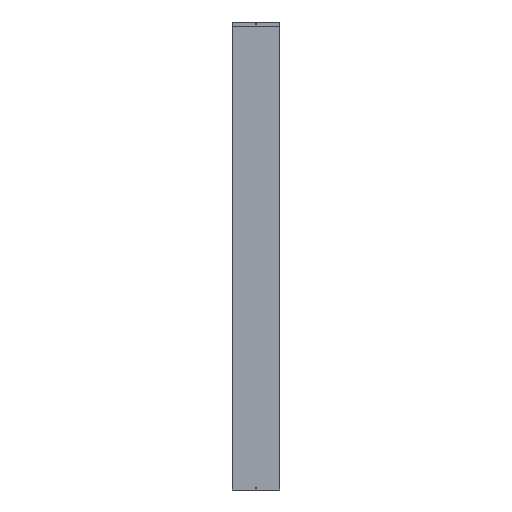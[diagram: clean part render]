
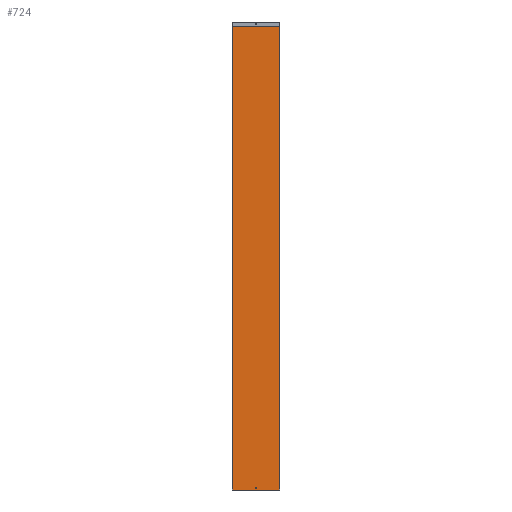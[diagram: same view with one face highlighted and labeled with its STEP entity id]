
A CAD part, front view. The second image highlights one B-rep face of the part: STEP entity #724.
In plain terms, the highlighted planar face has unit normal (0, -1, 0).
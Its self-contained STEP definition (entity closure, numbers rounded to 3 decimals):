
#28 = DIRECTION ( 'NONE',  ( 0., 0., 1. ) ) ;
#29 = DIRECTION ( 'NONE',  ( 0., 1., 0. ) ) ;
#37 = CARTESIAN_POINT ( 'NONE',  ( -150., 0., 2969. ) ) ;
#39 = PLANE ( 'NONE',  #295 ) ;
#41 = CARTESIAN_POINT ( 'NONE',  ( -150., 0., 2969. ) ) ;
#68 = CARTESIAN_POINT ( 'NONE',  ( 150., 0., 0. ) ) ;
#72 = CARTESIAN_POINT ( 'NONE',  ( -150., 0., 0. ) ) ;
#126 = DIRECTION ( 'NONE',  ( 0., 0., -1. ) ) ;
#140 = CARTESIAN_POINT ( 'NONE',  ( 150., 0., 2969. ) ) ;
#143 = CARTESIAN_POINT ( 'NONE',  ( -150., 0., 0. ) ) ;
#145 = CARTESIAN_POINT ( 'NONE',  ( 150., 0., 2969. ) ) ;
#148 = CARTESIAN_POINT ( 'NONE',  ( -150., 0., 2969. ) ) ;
#155 = DIRECTION ( 'NONE',  ( 1., 0., 0. ) ) ;
#159 = DIRECTION ( 'NONE',  ( 1., 0., 0. ) ) ;
#160 = DIRECTION ( 'NONE',  ( 0., 0., 1. ) ) ;
#161 = DIRECTION ( 'NONE',  ( 0., -1., 0. ) ) ;
#162 = CARTESIAN_POINT ( 'NONE',  ( 0., 0., 15. ) ) ;
#174 = CARTESIAN_POINT ( 'NONE',  ( -150., 0., 2969. ) ) ;
#176 = DIRECTION ( 'NONE',  ( 0., 0., -1. ) ) ;
#192 = AXIS2_PLACEMENT_3D ( 'NONE', #162, #161, #160 ) ;
#242 = EDGE_CURVE ( 'NONE', #508, #497, #300, .T. ) ;
#251 = EDGE_CURVE ( 'NONE', #493, #506, #682, .T. ) ;
#253 = EDGE_CURVE ( 'NONE', #641, #641, #684, .T. ) ;
#254 = EDGE_CURVE ( 'NONE', #506, #497, #673, .T. ) ;
#255 = EDGE_CURVE ( 'NONE', #493, #508, #600, .T. ) ;
#295 = AXIS2_PLACEMENT_3D ( 'NONE', #37, #29, #28 ) ;
#298 = VECTOR ( 'NONE', #126, 1000. ) ;
#300 = LINE ( 'NONE', #145, #298 ) ;
#406 = EDGE_LOOP ( 'NONE', ( #549, #550, #544, #547 ) ) ;
#411 = EDGE_LOOP ( 'NONE', ( #562 ) ) ;
#493 = VERTEX_POINT ( 'NONE', #148 ) ;
#497 = VERTEX_POINT ( 'NONE', #68 ) ;
#506 = VERTEX_POINT ( 'NONE', #143 ) ;
#508 = VERTEX_POINT ( 'NONE', #140 ) ;
#544 = ORIENTED_EDGE ( 'NONE', *, *, #255, .F. ) ;
#547 = ORIENTED_EDGE ( 'NONE', *, *, #251, .T. ) ;
#549 = ORIENTED_EDGE ( 'NONE', *, *, #254, .T. ) ;
#550 = ORIENTED_EDGE ( 'NONE', *, *, #242, .F. ) ;
#562 = ORIENTED_EDGE ( 'NONE', *, *, #253, .F. ) ;
#600 = LINE ( 'NONE', #174, #683 ) ;
#641 = VERTEX_POINT ( 'NONE', #762 ) ;
#659 = FACE_OUTER_BOUND ( 'NONE', #406, .T. ) ;
#662 = FACE_BOUND ( 'NONE', #411, .T. ) ;
#673 = LINE ( 'NONE', #72, #693 ) ;
#682 = LINE ( 'NONE', #41, #692 ) ;
#683 = VECTOR ( 'NONE', #155, 1000. ) ;
#684 = CIRCLE ( 'NONE', #192, 2.5 ) ;
#692 = VECTOR ( 'NONE', #176, 1000. ) ;
#693 = VECTOR ( 'NONE', #159, 1000. ) ;
#724 = ADVANCED_FACE ( 'NONE', ( #662, #659 ), #39, .F. ) ;
#762 = CARTESIAN_POINT ( 'NONE',  ( 0., 0., 17.5 ) ) ;
